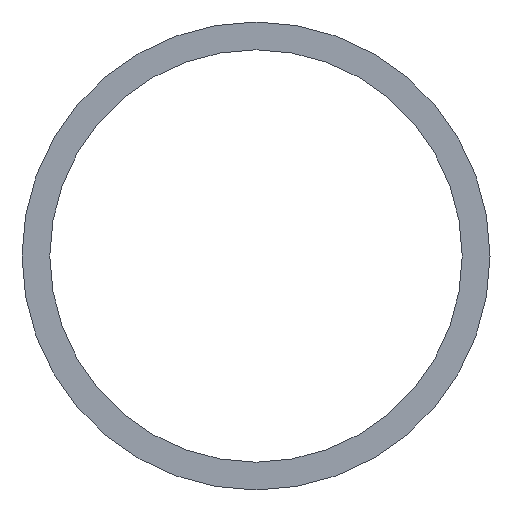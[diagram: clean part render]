
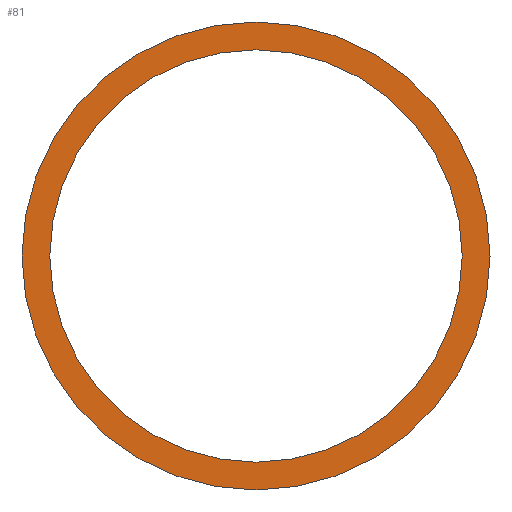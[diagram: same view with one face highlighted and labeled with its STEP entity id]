
A CAD part, left-side view. The second image highlights one B-rep face of the part: STEP entity #81.
In plain terms, the highlighted planar face has unit normal (-1, 0, 0).
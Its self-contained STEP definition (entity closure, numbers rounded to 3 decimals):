
#59 = EDGE_CURVE( '', #67, #73, #132, .T. );
#63 = EDGE_CURVE( '', #73, #67, #136, .T. );
#67 = VERTEX_POINT( '', #141 );
#73 = VERTEX_POINT( '', #147 );
#77 = VERTEX_POINT( '', #151 );
#81 = ADVANCED_FACE( '', ( #156, #157 ), #158, .F. );
#89 = EDGE_CURVE( '', #77, #101, #167, .T. );
#99 = EDGE_CURVE( '', #101, #77, #177, .T. );
#101 = VERTEX_POINT( '', #179 );
#132 = CIRCLE( '', #203, 80. );
#136 = CIRCLE( '', #209, 80. );
#141 = CARTESIAN_POINT( '', ( 0., 0., -80. ) );
#147 = CARTESIAN_POINT( '', ( 0., 0., 80. ) );
#151 = CARTESIAN_POINT( '', ( 0., 0., 70.5 ) );
#156 = FACE_OUTER_BOUND( '', #231, .T. );
#157 = FACE_BOUND( '', #232, .T. );
#158 = PLANE( '', #233 );
#167 = CIRCLE( '', #244, 70.5 );
#177 = CIRCLE( '', #260, 70.5 );
#179 = CARTESIAN_POINT( '', ( 0., 0., -70.5 ) );
#203 = AXIS2_PLACEMENT_3D( '', #283, #284, #285 );
#209 = AXIS2_PLACEMENT_3D( '', #289, #290, #291 );
#231 = EDGE_LOOP( '', ( #314, #315 ) );
#232 = EDGE_LOOP( '', ( #316, #317 ) );
#233 = AXIS2_PLACEMENT_3D( '', #318, #319, #320 );
#244 = AXIS2_PLACEMENT_3D( '', #332, #333, #334 );
#260 = AXIS2_PLACEMENT_3D( '', #340, #341, #342 );
#283 = CARTESIAN_POINT( '', ( 0., 0., 0. ) );
#284 = DIRECTION( '', ( 1., 0., 0. ) );
#285 = DIRECTION( '', ( 0., 0., -1. ) );
#289 = CARTESIAN_POINT( '', ( 0., 0., 0. ) );
#290 = DIRECTION( '', ( 1., 0., 0. ) );
#291 = DIRECTION( '', ( 0., 0., -1. ) );
#314 = ORIENTED_EDGE( '', *, *, #59, .F. );
#315 = ORIENTED_EDGE( '', *, *, #63, .F. );
#316 = ORIENTED_EDGE( '', *, *, #99, .T. );
#317 = ORIENTED_EDGE( '', *, *, #89, .T. );
#318 = CARTESIAN_POINT( '', ( 0., 0., 0. ) );
#319 = DIRECTION( '', ( 1., 0., 0. ) );
#320 = DIRECTION( '', ( 0., 0., -1. ) );
#332 = CARTESIAN_POINT( '', ( 0., 0., 0. ) );
#333 = DIRECTION( '', ( 1., 0., 0. ) );
#334 = DIRECTION( '', ( 0., 0., -1. ) );
#340 = CARTESIAN_POINT( '', ( 0., 0., 0. ) );
#341 = DIRECTION( '', ( 1., 0., 0. ) );
#342 = DIRECTION( '', ( 0., 0., -1. ) );
